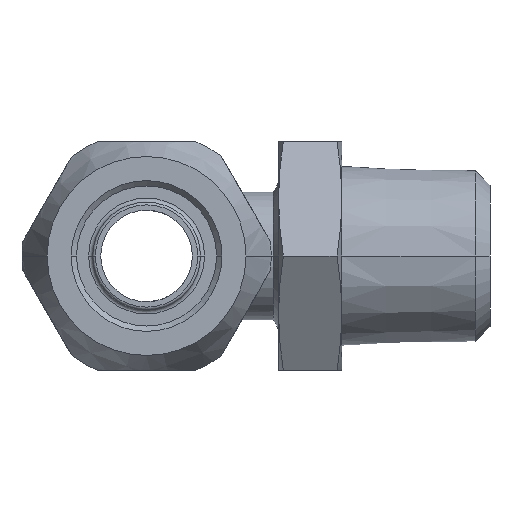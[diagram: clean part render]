
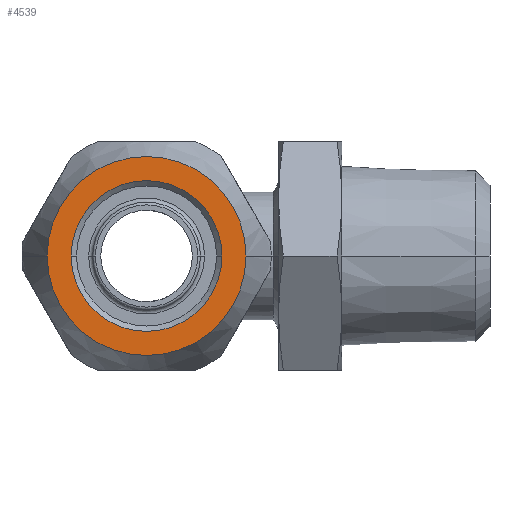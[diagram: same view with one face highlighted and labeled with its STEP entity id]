
A CAD part, left-side view. The second image highlights one B-rep face of the part: STEP entity #4539.
In plain terms, the highlighted planar face has unit normal (-1, 0, 0).
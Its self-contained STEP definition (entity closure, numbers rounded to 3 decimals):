
#1667=CARTESIAN_POINT('',(-24.,0.,0.));
#1668=DIRECTION('',(-1.,0.,0.));
#1669=DIRECTION('',(0.,1.,0.));
#1670=AXIS2_PLACEMENT_3D('',#1667,#1668,#1669);
#1681=CARTESIAN_POINT('',(-24.,0.,0.));
#1682=DIRECTION('',(1.,0.,0.));
#1683=DIRECTION('',(0.,1.,0.));
#1684=AXIS2_PLACEMENT_3D('',#1681,#1682,#1683);
#1690=CARTESIAN_POINT('',(-24.,0.,0.));
#1691=DIRECTION('',(-1.,0.,0.));
#1692=DIRECTION('',(0.,1.,0.));
#1693=AXIS2_PLACEMENT_3D('',#1690,#1691,#1692);
#1695=CARTESIAN_POINT('',(-24.,0.,0.));
#1696=DIRECTION('',(1.,0.,0.));
#1697=DIRECTION('',(0.,1.,0.));
#1698=AXIS2_PLACEMENT_3D('',#1695,#1696,#1697);
#2291=CARTESIAN_POINT('',(-24.,7.385,0.));
#2293=VERTEX_POINT('',#2291);
#2299=CARTESIAN_POINT('',(-24.,-7.385,0.));
#2301=VERTEX_POINT('',#2299);
#2322=CARTESIAN_POINT('',(-24.,5.6,0.));
#2323=CARTESIAN_POINT('',(-24.,-5.6,0.));
#2324=VERTEX_POINT('',#2322);
#2325=VERTEX_POINT('',#2323);
#4524=CARTESIAN_POINT('',(-24.,0.,0.));
#4525=DIRECTION('',(1.,0.,0.));
#4526=DIRECTION('',(0.,-1.,0.));
#4527=AXIS2_PLACEMENT_3D('',#4524,#4525,#4526);
#4528=PLANE('',#4527);
#4530=ORIENTED_EDGE('',*,*,#4529,.F.);
#4532=ORIENTED_EDGE('',*,*,#4531,.T.);
#4533=EDGE_LOOP('',(#4530,#4532));
#4534=FACE_OUTER_BOUND('',#4533,.F.);
#4535=ORIENTED_EDGE('',*,*,#4518,.F.);
#4536=ORIENTED_EDGE('',*,*,#4504,.T.);
#4537=EDGE_LOOP('',(#4535,#4536));
#4538=FACE_BOUND('',#4537,.F.);
#4539=ADVANCED_FACE('',(#4534,#4538),#4528,.F.);
#1671=CIRCLE('',#1670,5.6);
#1685=CIRCLE('',#1684,5.6);
#1694=CIRCLE('',#1693,7.385);
#1699=CIRCLE('',#1698,7.385);
#4504=EDGE_CURVE('',#2324,#2325,#1671,.T.);
#4518=EDGE_CURVE('',#2324,#2325,#1685,.T.);
#4529=EDGE_CURVE('',#2293,#2301,#1694,.T.);
#4531=EDGE_CURVE('',#2293,#2301,#1699,.T.);
